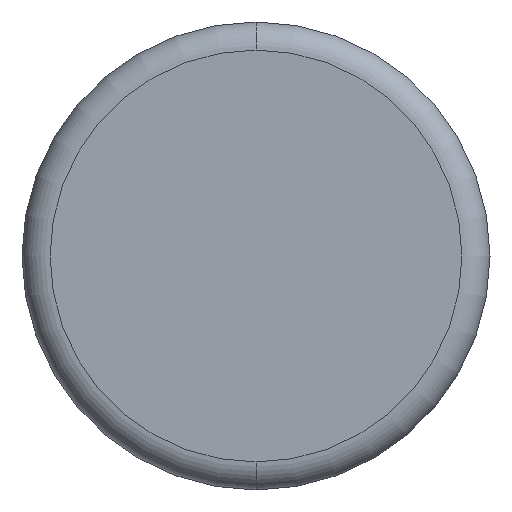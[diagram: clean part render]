
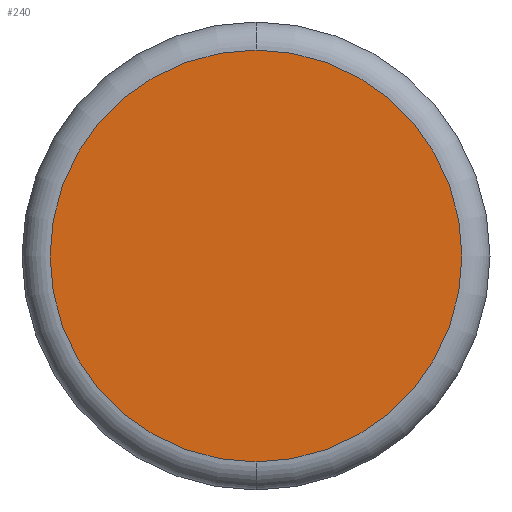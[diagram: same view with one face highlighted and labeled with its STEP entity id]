
A CAD part, front view. The second image highlights one B-rep face of the part: STEP entity #240.
In plain terms, the highlighted planar face has unit normal (0, -1, 0).
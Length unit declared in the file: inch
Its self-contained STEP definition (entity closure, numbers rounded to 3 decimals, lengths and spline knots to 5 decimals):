
#32 = CARTESIAN_POINT ( 'NONE',  ( 0., 0., 0. ) ) ;
#36 = DIRECTION ( 'NONE',  ( 0., -1., 0. ) ) ;
#68 = CIRCLE ( 'NONE', #294, 0.22 ) ;
#85 = VERTEX_POINT ( 'NONE', #521 ) ;
#89 = AXIS2_PLACEMENT_3D ( 'NONE', #32, #36, #318 ) ;
#92 = DIRECTION ( 'NONE',  ( 0., -1., 0. ) ) ;
#154 = PLANE ( 'NONE',  #332 ) ;
#167 = CIRCLE ( 'NONE', #89, 0.22 ) ;
#194 = FACE_OUTER_BOUND ( 'NONE', #300, .T. ) ;
#200 = EDGE_CURVE ( 'NONE', #85, #388, #167, .T. ) ;
#215 = DIRECTION ( 'NONE',  ( 0., -1., 0. ) ) ;
#217 = ORIENTED_EDGE ( 'NONE', *, *, #324, .T. ) ;
#240 = ADVANCED_FACE ( 'NONE', ( #194 ), #154, .T. ) ;
#255 = DIRECTION ( 'NONE',  ( 0., 0., -1. ) ) ;
#294 = AXIS2_PLACEMENT_3D ( 'NONE', #299, #92, #470 ) ;
#299 = CARTESIAN_POINT ( 'NONE',  ( 0., 0., 0. ) ) ;
#300 = EDGE_LOOP ( 'NONE', ( #486, #217 ) ) ;
#318 = DIRECTION ( 'NONE',  ( 0., 0., -1. ) ) ;
#324 = EDGE_CURVE ( 'NONE', #388, #85, #68, .T. ) ;
#332 = AXIS2_PLACEMENT_3D ( 'NONE', #383, #215, #255 ) ;
#366 = CARTESIAN_POINT ( 'NONE',  ( 0., 0., 0.22 ) ) ;
#383 = CARTESIAN_POINT ( 'NONE',  ( 0., 0., 0. ) ) ;
#388 = VERTEX_POINT ( 'NONE', #366 ) ;
#470 = DIRECTION ( 'NONE',  ( 0., 0., -1. ) ) ;
#486 = ORIENTED_EDGE ( 'NONE', *, *, #200, .T. ) ;
#521 = CARTESIAN_POINT ( 'NONE',  ( 0., 0., -0.22 ) ) ;
